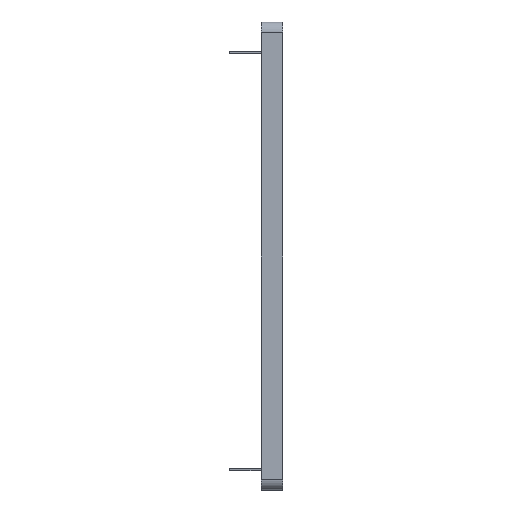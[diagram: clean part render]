
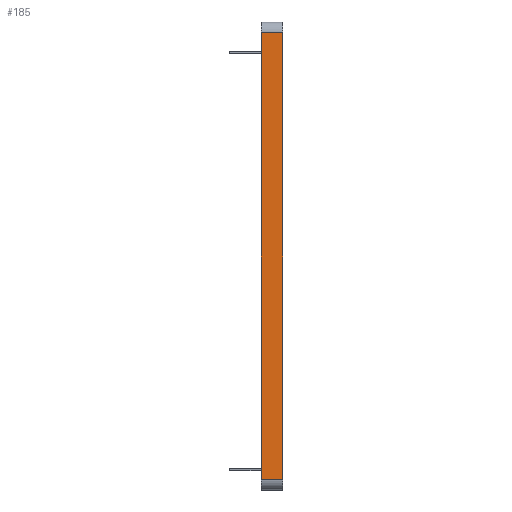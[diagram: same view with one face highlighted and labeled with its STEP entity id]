
A CAD part, left-side view. The second image highlights one B-rep face of the part: STEP entity #185.
In plain terms, the highlighted planar face has unit normal (-1, 0, 0).
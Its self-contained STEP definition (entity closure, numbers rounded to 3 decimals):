
#122=CARTESIAN_POINT('POINT13',(0.,25.4,12.7));
#123=VERTEX_POINT('VERTEX13',#122);
#132=CARTESIAN_POINT('POINT14',(0.,0.,12.7));
#133=VERTEX_POINT('VERTEX14',#132);
#141=CARTESIAN_POINT('POS17',(0.,0.,12.7));
#142=DIRECTION('DIR24',(0.,-1.,0.));
#143=VECTOR('VEC10',#142,1.);
#144=LINE('STRAIGHT10',#141,#143);
#145=EDGE_CURVE('EDGE16',#133,#123,#144,.F.);
#155=CARTESIAN_POINT('POINT15',(0.,0.,546.1));
#156=VERTEX_POINT('VERTEX15',#155);
#157=CARTESIAN_POINT('POINT16',(0.,25.4,546.1));
#158=VERTEX_POINT('VERTEX16',#157);
#159=CARTESIAN_POINT('POS19',(0.,0.,546.1));
#160=DIRECTION('DIR27',(0.,-1.,0.));
#161=VECTOR('VEC11',#160,1.);
#162=LINE('STRAIGHT11',#159,#161);
#163=EDGE_CURVE('EDGE17',#156,#158,#162,.F.);
#164=ORIENTED_EDGE('COEDGE19',*,*,#163,.T.);
#165=CARTESIAN_POINT('POS20',(0.,25.4,0.));
#166=DIRECTION('DIR28',(0.,0.,-1.));
#167=VECTOR('VEC12',#166,1.);
#168=LINE('STRAIGHT12',#165,#167);
#169=EDGE_CURVE('EDGE18',#123,#158,#168,.F.);
#170=ORIENTED_EDGE('COEDGE20',*,*,#169,.F.);
#171=ORIENTED_EDGE('COEDGE21',*,*,#145,.F.);
#172=CARTESIAN_POINT('POS21',(0.,0.,0.));
#173=DIRECTION('DIR29',(0.,0.,1.));
#174=VECTOR('VEC13',#173,1.);
#175=LINE('STRAIGHT13',#172,#174);
#176=EDGE_CURVE('EDGE19',#133,#156,#175,.T.);
#177=ORIENTED_EDGE('COEDGE22',*,*,#176,.T.);
#178=EDGE_LOOP('NONE',(#164,#170,#171,#177));
#179=FACE_BOUND('LOOP1',#178,.T.);
#180=CARTESIAN_POINT('POS22',(0.,0.,0.));
#181=DIRECTION('DIR30',(-1.,0.,0.));
#182=DIRECTION('DIR31',(0.,1.,0.));
#183=AXIS2_PLACEMENT_3D('AXIS9',#180,#181,#182);
#184=PLANE('PLANE4',#183);
#185=ADVANCED_FACE('FACE5',(#179),#184,.T.);
